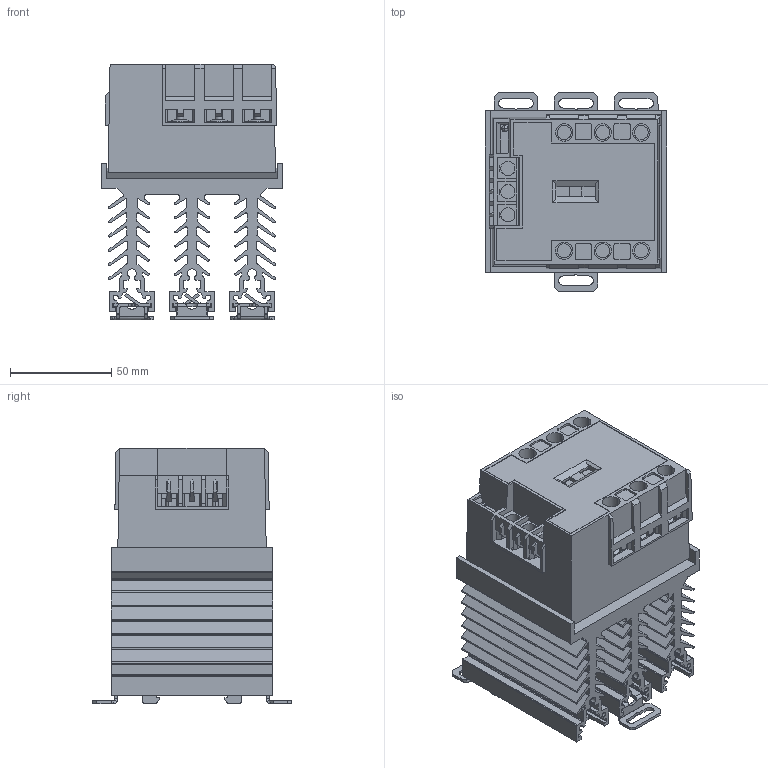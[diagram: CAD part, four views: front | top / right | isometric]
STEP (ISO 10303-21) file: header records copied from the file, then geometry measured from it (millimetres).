
FILE_DESCRIPTION(('CATIA V5R24 STEP','CAx-IF Rec.Pracs.--- Model Styling and Organization---1.2---2011-12-15'),'2;1');
FILE_NAME ('8423270_6_8952140000_S3D_PSSR_XXX_3PH_AC_20A.stp','2017-09-07T09:18:05+00:00',('none'),('Weidmueller'),'CATIA Version 5-6 Release 2014 SP4','CATIA V5 STEP AP214','none');
FILE_SCHEMA(('AUTOMOTIVE_DESIGN { 1 0 10303 214 1 1 1 1 }'));
Products named in the file (1): 8952130000
Bounding box: 89.8 x 98.05 x 126.4 mm (x, y, z)
Volume: 486536 mm3; surface area: 149584.3 mm2
Topology: 14 solids, 14 shells, 1496 faces, 4281 edges, 2836 vertices
Faces by surface type: plane 876, cylinder 544, cone 24, extrusion 24, bspline 24, sphere 4
Entity records: 52851 total; most frequent: CARTESIAN_POINT 13755, ORIENTED_EDGE 8554, DIRECTION 6463, EDGE_CURVE 4275, VECTOR 3013, LINE 2989, VERTEX_POINT 2832, AXIS2_PLACEMENT_3D 2225
